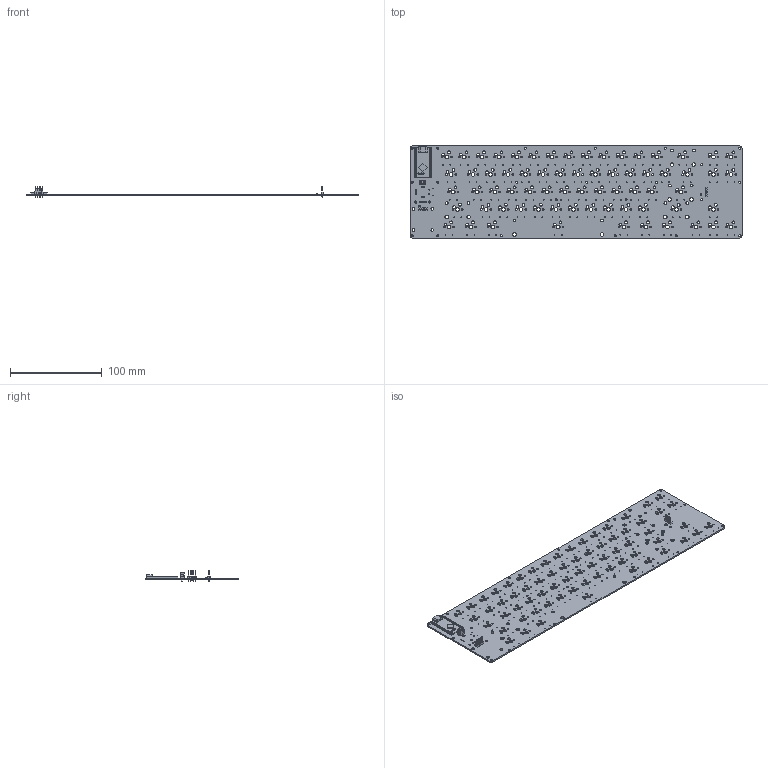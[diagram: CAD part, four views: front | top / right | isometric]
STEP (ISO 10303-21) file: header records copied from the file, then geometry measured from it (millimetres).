
FILE_DESCRIPTION(('KiCad electronic assembly'),'2;1');
FILE_NAME('Mainpcb.step','2025-01-06T13:25:56',('Pcbnew'),('Kicad'), 'Open CASCADE STEP processor 7.8','KiCad to STEP converter','Unknown' );
FILE_SCHEMA(('AUTOMOTIVE_DESIGN { 1 0 10303 214 1 1 1 1 }'));
Length unit declared in the file: millimetre
Products named in the file (10): Mainpcb 1; JST_PH_B2B-PH-K_1x02_P2.00mm_Vertical; JST_B2B_PH_K; C_0805_2012Metric; nrf54840-ProMicro; nrf54840-ProMicro v2; PinHeader_1x04_P2.54mm_Vertical; PinHeader_1x04_P254mm_Vertical; Mainpcb_PCB
Assembly tree (11 placements, depth 3):
  Mainpcb 1
    JST_PH_B2B-PH-K_1x02_P2.00mm_Vertical
      JST_B2B_PH_K
    C_0805_2012Metric  x2
      C_0805_2012Metric
    nrf54840-ProMicro
      nrf54840-ProMicro v2
    PinHeader_1x04_P2.54mm_Vertical  x2
      PinHeader_1x04_P254mm_Vertical
    Mainpcb_PCB
Bounding box: 361.56 x 100.2 x 11.94 mm (x, y, z)
Volume: 55041 mm3; surface area: 77196.2 mm2
Topology: 9 solids, 9 shells, 1007 faces, 2826 edges, 1860 vertices
Faces by surface type: cylinder 644, plane 363
Full cylindrical faces by diameter (mm): 0.7 x138, 0.75 x2, 1 x13, 1.092 x29, 1.5 x29, 1.702 x136, 2.2 x24, 2.8 x4, 3 x136, 3.048 x10, 3.988 x78, 5.3 x1
Entity records: 33492 total; most frequent: DIRECTION 5562, CARTESIAN_POINT 5071, ORIENTED_EDGE 5032, EDGE_CURVE 2516, AXIS2_PLACEMENT_3D 2155, FACE_BOUND 2106, EDGE_LOOP 2106, VERTEX_POINT 1664
